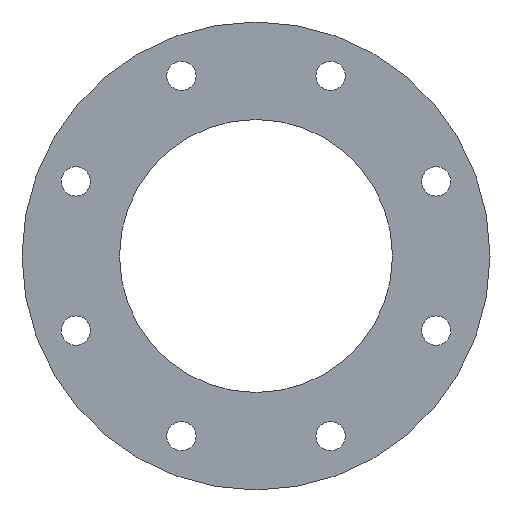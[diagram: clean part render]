
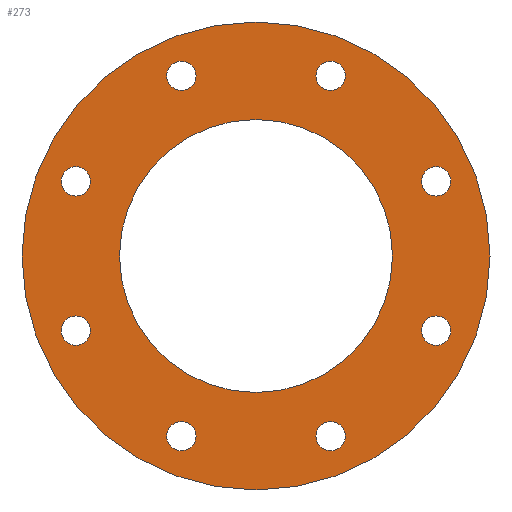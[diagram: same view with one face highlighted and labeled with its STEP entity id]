
A CAD part, left-side view. The second image highlights one B-rep face of the part: STEP entity #273.
In plain terms, the highlighted planar face has unit normal (-1, 0, 0).
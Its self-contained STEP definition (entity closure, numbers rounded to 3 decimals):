
#25=FACE_BOUND('',#75,.T.);
#26=FACE_BOUND('',#76,.T.);
#27=FACE_BOUND('',#77,.T.);
#28=FACE_BOUND('',#78,.T.);
#29=FACE_BOUND('',#79,.T.);
#30=FACE_BOUND('',#80,.T.);
#31=FACE_BOUND('',#81,.T.);
#32=FACE_BOUND('',#82,.T.);
#33=FACE_BOUND('',#83,.T.);
#36=PLANE('',#323);
#50=FACE_OUTER_BOUND('',#74,.T.);
#74=EDGE_LOOP('',(#239));
#75=EDGE_LOOP('',(#240));
#76=EDGE_LOOP('',(#241));
#77=EDGE_LOOP('',(#242));
#78=EDGE_LOOP('',(#243));
#79=EDGE_LOOP('',(#244));
#80=EDGE_LOOP('',(#245));
#81=EDGE_LOOP('',(#246));
#82=EDGE_LOOP('',(#247));
#83=EDGE_LOOP('',(#248));
#107=CIRCLE('',#290,14.);
#109=CIRCLE('',#294,1.5);
#111=CIRCLE('',#297,1.5);
#113=CIRCLE('',#300,1.5);
#116=CIRCLE('',#305,1.5);
#118=CIRCLE('',#308,1.5);
#120=CIRCLE('',#311,1.5);
#122=CIRCLE('',#314,1.5);
#124=CIRCLE('',#317,1.5);
#126=CIRCLE('',#320,24.);
#129=VERTEX_POINT('',#413);
#131=VERTEX_POINT('',#420);
#133=VERTEX_POINT('',#426);
#135=VERTEX_POINT('',#432);
#138=VERTEX_POINT('',#442);
#140=VERTEX_POINT('',#448);
#142=VERTEX_POINT('',#454);
#144=VERTEX_POINT('',#460);
#146=VERTEX_POINT('',#466);
#148=VERTEX_POINT('',#472);
#152=EDGE_CURVE('',#129,#129,#107,.T.);
#154=EDGE_CURVE('',#131,#131,#109,.T.);
#157=EDGE_CURVE('',#133,#133,#111,.T.);
#160=EDGE_CURVE('',#135,#135,#113,.T.);
#165=EDGE_CURVE('',#138,#138,#116,.T.);
#168=EDGE_CURVE('',#140,#140,#118,.T.);
#171=EDGE_CURVE('',#142,#142,#120,.T.);
#174=EDGE_CURVE('',#144,#144,#122,.T.);
#177=EDGE_CURVE('',#146,#146,#124,.T.);
#180=EDGE_CURVE('',#148,#148,#126,.T.);
#239=ORIENTED_EDGE('',*,*,#180,.T.);
#240=ORIENTED_EDGE('',*,*,#171,.T.);
#241=ORIENTED_EDGE('',*,*,#157,.T.);
#242=ORIENTED_EDGE('',*,*,#154,.T.);
#243=ORIENTED_EDGE('',*,*,#177,.T.);
#244=ORIENTED_EDGE('',*,*,#152,.F.);
#245=ORIENTED_EDGE('',*,*,#165,.T.);
#246=ORIENTED_EDGE('',*,*,#174,.T.);
#247=ORIENTED_EDGE('',*,*,#160,.T.);
#248=ORIENTED_EDGE('',*,*,#168,.T.);
#273=ADVANCED_FACE('',(#50,#25,#26,#27,#28,#29,#30,#31,#32,#33),#36,.F.);
#290=AXIS2_PLACEMENT_3D('',#415,#331,#332);
#294=AXIS2_PLACEMENT_3D('',#421,#339,#340);
#297=AXIS2_PLACEMENT_3D('',#427,#346,#347);
#300=AXIS2_PLACEMENT_3D('',#433,#353,#354);
#305=AXIS2_PLACEMENT_3D('',#443,#365,#366);
#308=AXIS2_PLACEMENT_3D('',#449,#372,#373);
#311=AXIS2_PLACEMENT_3D('',#455,#379,#380);
#314=AXIS2_PLACEMENT_3D('',#461,#386,#387);
#317=AXIS2_PLACEMENT_3D('',#467,#393,#394);
#320=AXIS2_PLACEMENT_3D('',#473,#400,#401);
#323=AXIS2_PLACEMENT_3D('',#478,#407,#408);
#331=DIRECTION('center_axis',(-1.,0.,0.));
#332=DIRECTION('ref_axis',(0.,1.,0.));
#339=DIRECTION('center_axis',(1.,0.,0.));
#340=DIRECTION('ref_axis',(0.,1.,0.));
#346=DIRECTION('center_axis',(1.,0.,0.));
#347=DIRECTION('ref_axis',(0.,1.,0.));
#353=DIRECTION('center_axis',(1.,0.,0.));
#354=DIRECTION('ref_axis',(0.,1.,0.));
#365=DIRECTION('center_axis',(1.,0.,0.));
#366=DIRECTION('ref_axis',(0.,1.,0.));
#372=DIRECTION('center_axis',(1.,0.,0.));
#373=DIRECTION('ref_axis',(0.,1.,0.));
#379=DIRECTION('center_axis',(1.,0.,0.));
#380=DIRECTION('ref_axis',(0.,1.,0.));
#386=DIRECTION('center_axis',(1.,0.,0.));
#387=DIRECTION('ref_axis',(0.,1.,0.));
#393=DIRECTION('center_axis',(1.,0.,0.));
#394=DIRECTION('ref_axis',(0.,1.,0.));
#400=DIRECTION('center_axis',(-1.,0.,0.));
#401=DIRECTION('ref_axis',(0.,1.,0.));
#407=DIRECTION('center_axis',(1.,0.,0.));
#408=DIRECTION('ref_axis',(0.,1.,0.));
#413=CARTESIAN_POINT('',(-20.,-14.,35.));
#415=CARTESIAN_POINT('Origin',(-20.,0.,35.));
#420=CARTESIAN_POINT('',(-20.,6.154,16.522));
#421=CARTESIAN_POINT('Origin',(-20.,7.654,16.522));
#426=CARTESIAN_POINT('',(-20.,-9.154,16.522));
#427=CARTESIAN_POINT('Origin',(-20.,-7.654,16.522));
#432=CARTESIAN_POINT('',(-20.,16.978,27.346));
#433=CARTESIAN_POINT('Origin',(-20.,18.478,27.346));
#442=CARTESIAN_POINT('',(-20.,-19.978,42.654));
#443=CARTESIAN_POINT('Origin',(-20.,-18.478,42.654));
#448=CARTESIAN_POINT('',(-20.,16.978,42.654));
#449=CARTESIAN_POINT('Origin',(-20.,18.478,42.654));
#454=CARTESIAN_POINT('',(-20.,-9.154,53.478));
#455=CARTESIAN_POINT('Origin',(-20.,-7.654,53.478));
#460=CARTESIAN_POINT('',(-20.,-19.978,27.346));
#461=CARTESIAN_POINT('Origin',(-20.,-18.478,27.346));
#466=CARTESIAN_POINT('',(-20.,6.154,53.478));
#467=CARTESIAN_POINT('Origin',(-20.,7.654,53.478));
#472=CARTESIAN_POINT('',(-20.,-24.,35.));
#473=CARTESIAN_POINT('Origin',(-20.,0.,35.));
#478=CARTESIAN_POINT('Origin',(-20.,0.,35.));
